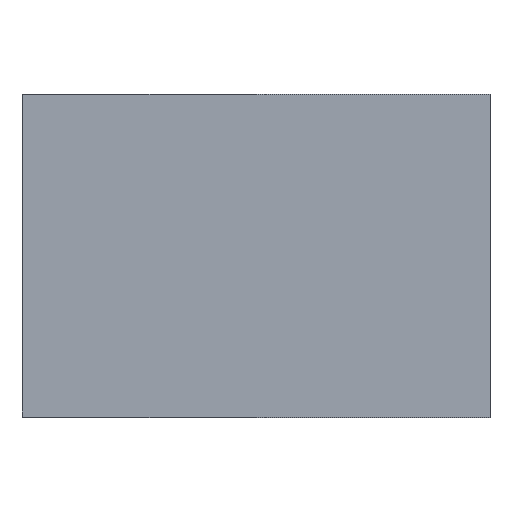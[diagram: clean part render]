
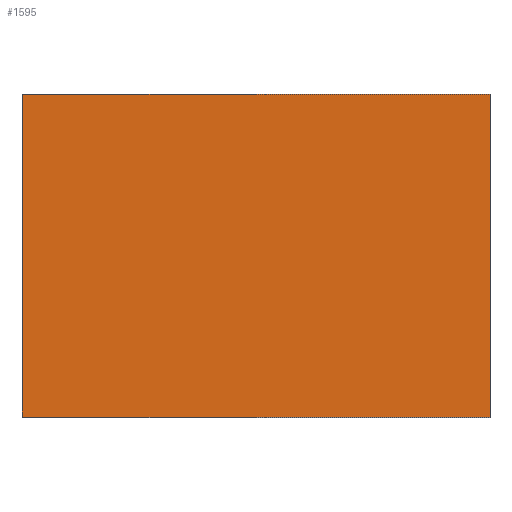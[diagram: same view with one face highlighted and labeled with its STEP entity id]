
A CAD part, top view. The second image highlights one B-rep face of the part: STEP entity #1595.
In plain terms, the highlighted planar face has unit normal (0, 0, 1).
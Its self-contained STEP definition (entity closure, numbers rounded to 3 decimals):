
#72 = PLANE('',#73);
#73 = AXIS2_PLACEMENT_3D('',#74,#75,#76);
#74 = CARTESIAN_POINT('',(0.,-4.,0.008));
#75 = DIRECTION('',(0.,1.,0.));
#76 = DIRECTION('',(0.,0.,1.));
#126 = PLANE('',#127);
#127 = AXIS2_PLACEMENT_3D('',#128,#129,#130);
#128 = CARTESIAN_POINT('',(0.,4.,0.008));
#129 = DIRECTION('',(0.,1.,0.));
#130 = DIRECTION('',(0.,0.,1.));
#159 = PLANE('',#160);
#160 = AXIS2_PLACEMENT_3D('',#161,#162,#163);
#161 = CARTESIAN_POINT('',(-5.8,4.,5.2));
#162 = DIRECTION('',(1.,0.,0.));
#163 = DIRECTION('',(0.,0.,-1.));
#689 = VERTEX_POINT('',#690);
#690 = CARTESIAN_POINT('',(5.8,4.,5.2));
#704 = PLANE('',#705);
#705 = AXIS2_PLACEMENT_3D('',#706,#707,#708);
#706 = CARTESIAN_POINT('',(5.8,4.,-5.2));
#707 = DIRECTION('',(-1.,0.,0.));
#708 = DIRECTION('',(0.,0.,1.));
#716 = EDGE_CURVE('',#689,#717,#719,.T.);
#717 = VERTEX_POINT('',#718);
#718 = CARTESIAN_POINT('',(-5.8,4.,5.2));
#719 = SURFACE_CURVE('',#720,(#724,#731),.PCURVE_S1.);
#720 = LINE('',#721,#722);
#721 = CARTESIAN_POINT('',(5.8,4.,5.2));
#722 = VECTOR('',#723,1.);
#723 = DIRECTION('',(-1.,0.,0.));
#724 = PCURVE('',#126,#725);
#725 = DEFINITIONAL_REPRESENTATION('',(#726),#730);
#726 = LINE('',#727,#728);
#727 = CARTESIAN_POINT('',(5.192,5.8));
#728 = VECTOR('',#729,1.);
#729 = DIRECTION('',(-0.,-1.));
#730 = ( GEOMETRIC_REPRESENTATION_CONTEXT(2) 
PARAMETRIC_REPRESENTATION_CONTEXT() REPRESENTATION_CONTEXT('2D SPACE',''
  ) );
#731 = PCURVE('',#732,#737);
#732 = PLANE('',#733);
#733 = AXIS2_PLACEMENT_3D('',#734,#735,#736);
#734 = CARTESIAN_POINT('',(5.8,4.,5.2));
#735 = DIRECTION('',(0.,0.,-1.));
#736 = DIRECTION('',(-1.,0.,0.));
#737 = DEFINITIONAL_REPRESENTATION('',(#738),#742);
#738 = LINE('',#739,#740);
#739 = CARTESIAN_POINT('',(0.,0.));
#740 = VECTOR('',#741,1.);
#741 = DIRECTION('',(1.,0.));
#742 = ( GEOMETRIC_REPRESENTATION_CONTEXT(2) 
PARAMETRIC_REPRESENTATION_CONTEXT() REPRESENTATION_CONTEXT('2D SPACE',''
  ) );
#818 = VERTEX_POINT('',#819);
#819 = CARTESIAN_POINT('',(5.8,-4.,5.2));
#840 = EDGE_CURVE('',#818,#841,#843,.T.);
#841 = VERTEX_POINT('',#842);
#842 = CARTESIAN_POINT('',(-5.8,-4.,5.2));
#843 = SURFACE_CURVE('',#844,(#848,#855),.PCURVE_S1.);
#844 = LINE('',#845,#846);
#845 = CARTESIAN_POINT('',(5.8,-4.,5.2));
#846 = VECTOR('',#847,1.);
#847 = DIRECTION('',(-1.,0.,0.));
#848 = PCURVE('',#72,#849);
#849 = DEFINITIONAL_REPRESENTATION('',(#850),#854);
#850 = LINE('',#851,#852);
#851 = CARTESIAN_POINT('',(5.192,5.8));
#852 = VECTOR('',#853,1.);
#853 = DIRECTION('',(-0.,-1.));
#854 = ( GEOMETRIC_REPRESENTATION_CONTEXT(2) 
PARAMETRIC_REPRESENTATION_CONTEXT() REPRESENTATION_CONTEXT('2D SPACE',''
  ) );
#855 = PCURVE('',#732,#856);
#856 = DEFINITIONAL_REPRESENTATION('',(#857),#861);
#857 = LINE('',#858,#859);
#858 = CARTESIAN_POINT('',(0.,-8.));
#859 = VECTOR('',#860,1.);
#860 = DIRECTION('',(1.,0.));
#861 = ( GEOMETRIC_REPRESENTATION_CONTEXT(2) 
PARAMETRIC_REPRESENTATION_CONTEXT() REPRESENTATION_CONTEXT('2D SPACE',''
  ) );
#888 = EDGE_CURVE('',#717,#841,#889,.T.);
#889 = SURFACE_CURVE('',#890,(#894,#901),.PCURVE_S1.);
#890 = LINE('',#891,#892);
#891 = CARTESIAN_POINT('',(-5.8,4.,5.2));
#892 = VECTOR('',#893,1.);
#893 = DIRECTION('',(0.,-1.,0.));
#894 = PCURVE('',#159,#895);
#895 = DEFINITIONAL_REPRESENTATION('',(#896),#900);
#896 = LINE('',#897,#898);
#897 = CARTESIAN_POINT('',(0.,0.));
#898 = VECTOR('',#899,1.);
#899 = DIRECTION('',(0.,-1.));
#900 = ( GEOMETRIC_REPRESENTATION_CONTEXT(2) 
PARAMETRIC_REPRESENTATION_CONTEXT() REPRESENTATION_CONTEXT('2D SPACE',''
  ) );
#901 = PCURVE('',#732,#902);
#902 = DEFINITIONAL_REPRESENTATION('',(#903),#907);
#903 = LINE('',#904,#905);
#904 = CARTESIAN_POINT('',(11.6,0.));
#905 = VECTOR('',#906,1.);
#906 = DIRECTION('',(0.,-1.));
#907 = ( GEOMETRIC_REPRESENTATION_CONTEXT(2) 
PARAMETRIC_REPRESENTATION_CONTEXT() REPRESENTATION_CONTEXT('2D SPACE',''
  ) );
#1574 = EDGE_CURVE('',#689,#818,#1575,.T.);
#1575 = SURFACE_CURVE('',#1576,(#1580,#1587),.PCURVE_S1.);
#1576 = LINE('',#1577,#1578);
#1577 = CARTESIAN_POINT('',(5.8,4.,5.2));
#1578 = VECTOR('',#1579,1.);
#1579 = DIRECTION('',(0.,-1.,0.));
#1580 = PCURVE('',#704,#1581);
#1581 = DEFINITIONAL_REPRESENTATION('',(#1582),#1586);
#1582 = LINE('',#1583,#1584);
#1583 = CARTESIAN_POINT('',(10.4,0.));
#1584 = VECTOR('',#1585,1.);
#1585 = DIRECTION('',(0.,-1.));
#1586 = ( GEOMETRIC_REPRESENTATION_CONTEXT(2) 
PARAMETRIC_REPRESENTATION_CONTEXT() REPRESENTATION_CONTEXT('2D SPACE',''
  ) );
#1587 = PCURVE('',#732,#1588);
#1588 = DEFINITIONAL_REPRESENTATION('',(#1589),#1593);
#1589 = LINE('',#1590,#1591);
#1590 = CARTESIAN_POINT('',(0.,0.));
#1591 = VECTOR('',#1592,1.);
#1592 = DIRECTION('',(0.,-1.));
#1593 = ( GEOMETRIC_REPRESENTATION_CONTEXT(2) 
PARAMETRIC_REPRESENTATION_CONTEXT() REPRESENTATION_CONTEXT('2D SPACE',''
  ) );
#1595 = ADVANCED_FACE('',(#1596),#732,.F.);
#1596 = FACE_BOUND('',#1597,.F.);
#1597 = EDGE_LOOP('',(#1598,#1599,#1600,#1601));
#1598 = ORIENTED_EDGE('',*,*,#1574,.T.);
#1599 = ORIENTED_EDGE('',*,*,#840,.T.);
#1600 = ORIENTED_EDGE('',*,*,#888,.F.);
#1601 = ORIENTED_EDGE('',*,*,#716,.F.);
